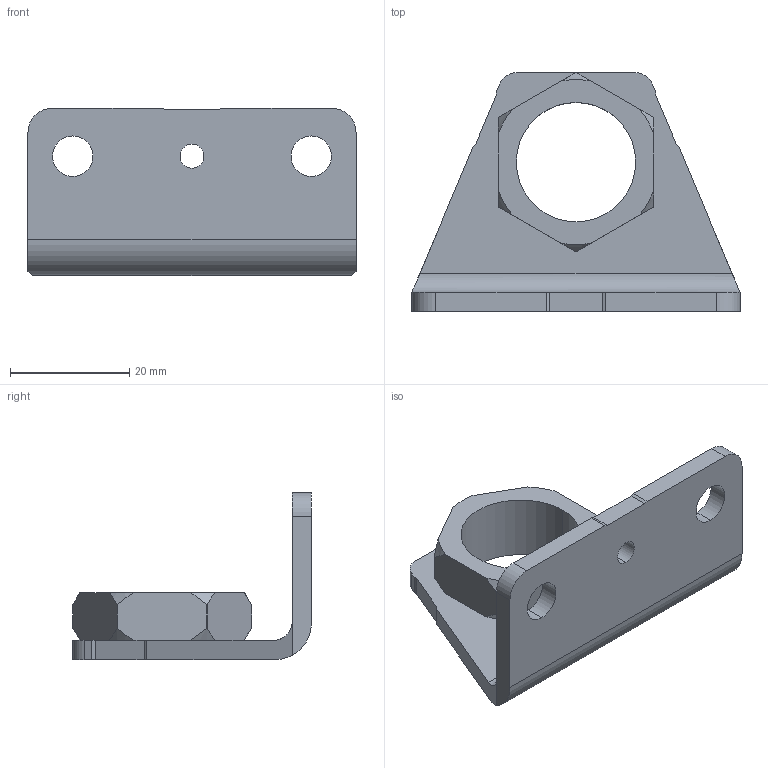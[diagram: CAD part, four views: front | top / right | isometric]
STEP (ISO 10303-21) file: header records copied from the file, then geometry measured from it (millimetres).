
FILE_DESCRIPTION (( 'STEP AP214' ), '1' );
FILE_NAME ('CM-L020B.STEP', '2018-06-18T07:36:00', ( 'SONIC' ), ( 'UNITCOM PC' ), 'SwSTEP 2.0', 'SolidWorks 2015', '' );
FILE_SCHEMA (( 'AUTOMOTIVE_DESIGN' ));
Length unit declared in the file: millimetre
Products named in the file (1): CM-L020B
Bounding box: 55 x 40 x 28 mm (x, y, z)
Volume: 10101.1 mm3; surface area: 7206.8 mm2
Topology: 1 solids, 1 shells, 61 faces, 172 edges, 114 vertices
Faces by surface type: plane 29, cylinder 20, cone 12
Entity records: 2074 total; most frequent: CARTESIAN_POINT 452, ORIENTED_EDGE 344, DIRECTION 318, EDGE_CURVE 172, VERTEX_POINT 114, AXIS2_PLACEMENT_3D 112, VECTOR 94, LINE 94
